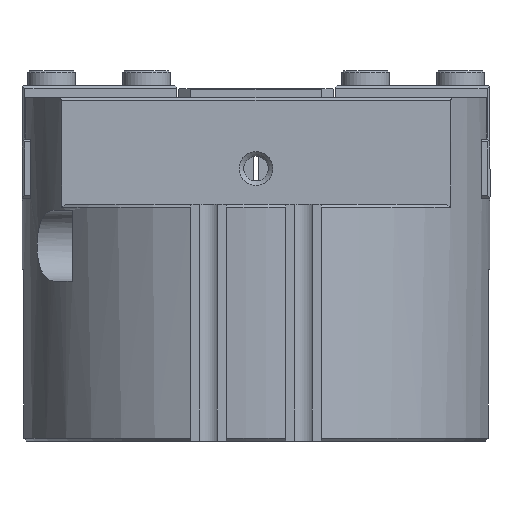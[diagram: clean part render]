
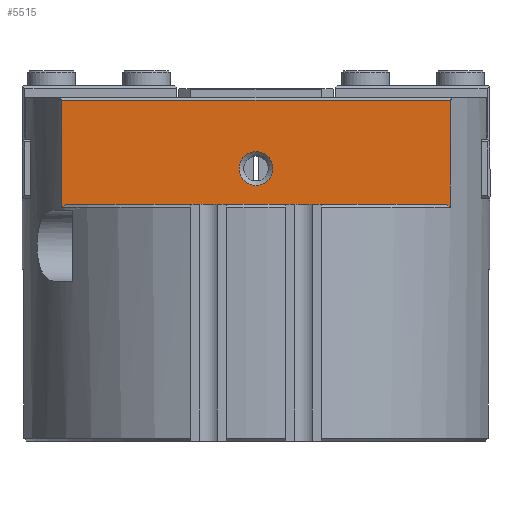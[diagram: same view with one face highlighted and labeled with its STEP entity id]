
A CAD part, left-side view. The second image highlights one B-rep face of the part: STEP entity #5515.
In plain terms, the highlighted planar face has unit normal (-1, 0, 0).
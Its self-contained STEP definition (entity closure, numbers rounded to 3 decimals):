
#238=FACE_BOUND('',#1132,.T.);
#366=CIRCLE('',#6026,273.432);
#390=CIRCLE('',#6063,273.432);
#401=CIRCLE('',#6082,2.867);
#642=PLANE('',#6085);
#820=FACE_OUTER_BOUND('',#1131,.T.);
#1131=EDGE_LOOP('',(#4023,#4024,#4025,#4026,#4027,#4028));
#1132=EDGE_LOOP('',(#4029));
#1486=LINE('',#8684,#1915);
#1493=LINE('',#8733,#1922);
#1500=LINE('',#8757,#1929);
#1526=LINE('',#8978,#1955);
#1915=VECTOR('',#6750,10.);
#1922=VECTOR('',#6795,10.);
#1929=VECTOR('',#6814,10.);
#1955=VECTOR('',#6878,10.);
#2419=VERTEX_POINT('',#8677);
#2422=VERTEX_POINT('',#8682);
#2433=VERTEX_POINT('',#8709);
#2434=VERTEX_POINT('',#8711);
#2442=VERTEX_POINT('',#8732);
#2496=VERTEX_POINT('',#8976);
#2513=VERTEX_POINT('',#9029);
#3012=EDGE_CURVE('',#2422,#2419,#1486,.T.);
#3024=EDGE_CURVE('',#2433,#2434,#366,.F.);
#3036=EDGE_CURVE('',#2419,#2442,#1493,.T.);
#3049=EDGE_CURVE('',#2434,#2422,#1500,.T.);
#3099=EDGE_CURVE('',#2496,#2433,#1526,.T.);
#3103=EDGE_CURVE('',#2442,#2496,#390,.F.);
#3124=EDGE_CURVE('',#2513,#2513,#401,.T.);
#4023=ORIENTED_EDGE('',*,*,#3012,.F.);
#4024=ORIENTED_EDGE('',*,*,#3049,.F.);
#4025=ORIENTED_EDGE('',*,*,#3024,.F.);
#4026=ORIENTED_EDGE('',*,*,#3099,.F.);
#4027=ORIENTED_EDGE('',*,*,#3103,.F.);
#4028=ORIENTED_EDGE('',*,*,#3036,.F.);
#4029=ORIENTED_EDGE('',*,*,#3124,.F.);
#5515=ADVANCED_FACE('',(#820,#238),#642,.F.);
#6026=AXIS2_PLACEMENT_3D('',#8712,#6773,#6774);
#6063=AXIS2_PLACEMENT_3D('',#8987,#6885,#6886);
#6082=AXIS2_PLACEMENT_3D('',#9031,#6933,#6934);
#6085=AXIS2_PLACEMENT_3D('',#9035,#6940,#6941);
#6750=DIRECTION('',(0.,-1.,0.));
#6773=DIRECTION('center_axis',(1.,0.,0.));
#6774=DIRECTION('ref_axis',(0.,0.637,0.771));
#6795=DIRECTION('',(0.,0.,-1.));
#6814=DIRECTION('',(0.,0.,1.));
#6878=DIRECTION('',(0.,1.,0.));
#6885=DIRECTION('center_axis',(1.,0.,0.));
#6886=DIRECTION('ref_axis',(0.,-0.639,0.769));
#6933=DIRECTION('center_axis',(-1.,0.,0.));
#6934=DIRECTION('ref_axis',(0.,0.,1.));
#6940=DIRECTION('center_axis',(1.,0.,0.));
#6941=DIRECTION('ref_axis',(0.,0.,-1.));
#8677=CARTESIAN_POINT('',(-22.,-32.806,57.5));
#8682=CARTESIAN_POINT('',(-22.,32.806,57.5));
#8684=CARTESIAN_POINT('',(-22.,0.,57.5));
#8709=CARTESIAN_POINT('',(-22.,32.202,40.));
#8711=CARTESIAN_POINT('',(-22.,32.806,39.5));
#8712=CARTESIAN_POINT('Origin',(-22.,-141.895,-170.843));
#8732=CARTESIAN_POINT('',(-22.,-32.806,39.5));
#8733=CARTESIAN_POINT('',(-22.,-32.806,0.));
#8757=CARTESIAN_POINT('',(-22.,32.806,0.));
#8976=CARTESIAN_POINT('',(-22.,-32.202,40.));
#8978=CARTESIAN_POINT('',(-22.,0.,40.));
#8987=CARTESIAN_POINT('Origin',(-22.,141.895,-170.843));
#9029=CARTESIAN_POINT('',(-22.,0.,43.133));
#9031=CARTESIAN_POINT('Origin',(-22.,0.,46.));
#9035=CARTESIAN_POINT('Origin',(-22.,0.,73.586));
